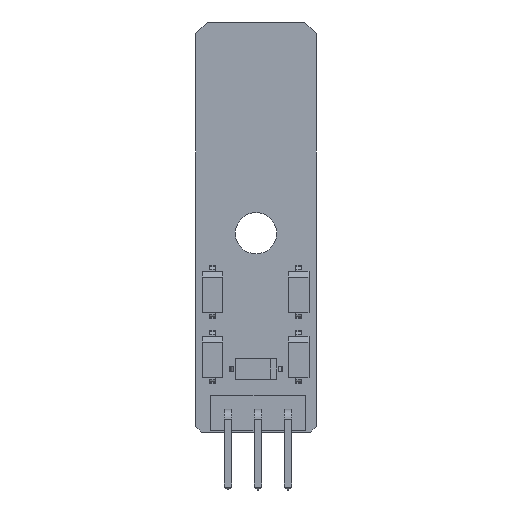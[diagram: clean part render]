
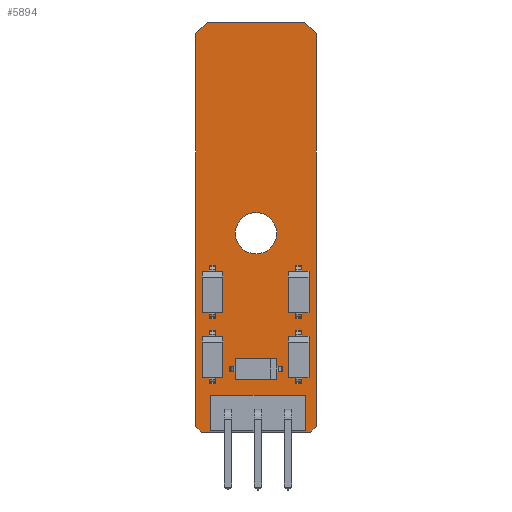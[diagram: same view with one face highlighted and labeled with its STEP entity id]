
A CAD part, front view. The second image highlights one B-rep face of the part: STEP entity #5894.
In plain terms, the highlighted planar face has unit normal (0, -1, 0).
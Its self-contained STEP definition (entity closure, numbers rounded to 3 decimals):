
#183=FACE_BOUND('',#699,.T.);
#210=CIRCLE('',#6292,1.75);
#211=CIRCLE('',#6293,1.75);
#365=FACE_OUTER_BOUND('',#698,.T.);
#698=EDGE_LOOP('',(#3930,#3931,#3932,#3933,#3934,#3935,#3936,#3937));
#699=EDGE_LOOP('',(#3938,#3939));
#1052=LINE('',#8506,#1764);
#1054=LINE('',#8511,#1766);
#1058=LINE('',#8520,#1770);
#1064=LINE('',#8533,#1776);
#1070=LINE('',#8545,#1782);
#1071=LINE('',#8546,#1783);
#1072=LINE('',#8547,#1784);
#1073=LINE('',#8548,#1785);
#1764=VECTOR('',#6791,33.23);
#1766=VECTOR('',#6795,9.24);
#1770=VECTOR('',#6801,33.23);
#1776=VECTOR('',#6809,8.24);
#1782=VECTOR('',#6823,1.414);
#1783=VECTOR('',#6824,0.707);
#1784=VECTOR('',#6825,0.707);
#1785=VECTOR('',#6826,1.414);
#2476=VERTEX_POINT('',#8503);
#2477=VERTEX_POINT('',#8505);
#2478=VERTEX_POINT('',#8509);
#2479=VERTEX_POINT('',#8510);
#2482=VERTEX_POINT('',#8518);
#2483=VERTEX_POINT('',#8519);
#2488=VERTEX_POINT('',#8530);
#2489=VERTEX_POINT('',#8532);
#2492=VERTEX_POINT('',#8549);
#2493=VERTEX_POINT('',#8550);
#3042=EDGE_CURVE('',#2476,#2477,#1052,.T.);
#3044=EDGE_CURVE('',#2478,#2479,#1054,.T.);
#3048=EDGE_CURVE('',#2482,#2483,#1058,.T.);
#3054=EDGE_CURVE('',#2488,#2489,#1064,.T.);
#3062=EDGE_CURVE('',#2488,#2483,#1070,.F.);
#3063=EDGE_CURVE('',#2482,#2479,#1071,.F.);
#3064=EDGE_CURVE('',#2478,#2477,#1072,.F.);
#3065=EDGE_CURVE('',#2476,#2489,#1073,.F.);
#3066=EDGE_CURVE('',#2492,#2493,#210,.T.);
#3067=EDGE_CURVE('',#2493,#2492,#211,.T.);
#3930=ORIENTED_EDGE('',*,*,#3054,.F.);
#3931=ORIENTED_EDGE('',*,*,#3062,.T.);
#3932=ORIENTED_EDGE('',*,*,#3048,.F.);
#3933=ORIENTED_EDGE('',*,*,#3063,.T.);
#3934=ORIENTED_EDGE('',*,*,#3044,.F.);
#3935=ORIENTED_EDGE('',*,*,#3064,.T.);
#3936=ORIENTED_EDGE('',*,*,#3042,.F.);
#3937=ORIENTED_EDGE('',*,*,#3065,.T.);
#3938=ORIENTED_EDGE('',*,*,#3066,.T.);
#3939=ORIENTED_EDGE('',*,*,#3067,.T.);
#5637=PLANE('',#6291);
#5894=ADVANCED_FACE('',(#365,#183),#5637,.F.);
#6291=AXIS2_PLACEMENT_3D('',#8544,#6821,#6822);
#6292=AXIS2_PLACEMENT_3D('',#8551,#6827,#6828);
#6293=AXIS2_PLACEMENT_3D('',#8552,#6829,#6830);
#6791=DIRECTION('',(0.,0.,-1.));
#6795=DIRECTION('',(-1.,0.,0.));
#6801=DIRECTION('',(0.,0.,1.));
#6809=DIRECTION('',(1.,0.,0.));
#6821=DIRECTION('center_axis',(0.,1.,0.));
#6822=DIRECTION('ref_axis',(0.,0.,1.));
#6823=DIRECTION('',(0.707,0.,0.707));
#6824=DIRECTION('',(-0.707,0.,0.707));
#6825=DIRECTION('',(-0.707,0.,-0.707));
#6826=DIRECTION('',(0.707,0.,-0.707));
#6827=DIRECTION('center_axis',(0.,1.,0.));
#6828=DIRECTION('ref_axis',(0.,0.,1.));
#6829=DIRECTION('center_axis',(0.,1.,0.));
#6830=DIRECTION('ref_axis',(0.,0.,1.));
#8503=CARTESIAN_POINT('',(5.12,0.,16.365));
#8505=CARTESIAN_POINT('',(5.12,0.,-16.865));
#8506=CARTESIAN_POINT('',(5.12,0.,16.365));
#8509=CARTESIAN_POINT('',(4.62,0.,-17.365));
#8510=CARTESIAN_POINT('',(-4.62,0.,-17.365));
#8511=CARTESIAN_POINT('',(4.62,0.,-17.365));
#8518=CARTESIAN_POINT('',(-5.12,0.,-16.865));
#8519=CARTESIAN_POINT('',(-5.12,0.,16.365));
#8520=CARTESIAN_POINT('',(-5.12,0.,-16.865));
#8530=CARTESIAN_POINT('',(-4.12,0.,17.365));
#8532=CARTESIAN_POINT('',(4.12,0.,17.365));
#8533=CARTESIAN_POINT('',(-4.12,0.,17.365));
#8544=CARTESIAN_POINT('Origin',(5.12,0.,17.365));
#8545=CARTESIAN_POINT('',(-5.12,0.,16.365));
#8546=CARTESIAN_POINT('',(-4.62,0.,-17.365));
#8547=CARTESIAN_POINT('',(5.12,0.,-16.865));
#8548=CARTESIAN_POINT('',(4.12,0.,17.365));
#8549=CARTESIAN_POINT('',(0.,0.,1.235));
#8550=CARTESIAN_POINT('',(0.,0.,-2.265));
#8551=CARTESIAN_POINT('Origin',(0.,0.,-0.515));
#8552=CARTESIAN_POINT('Origin',(0.,0.,-0.515));
